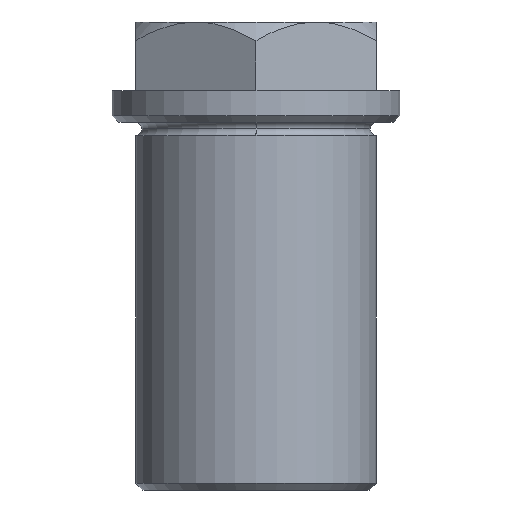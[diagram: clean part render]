
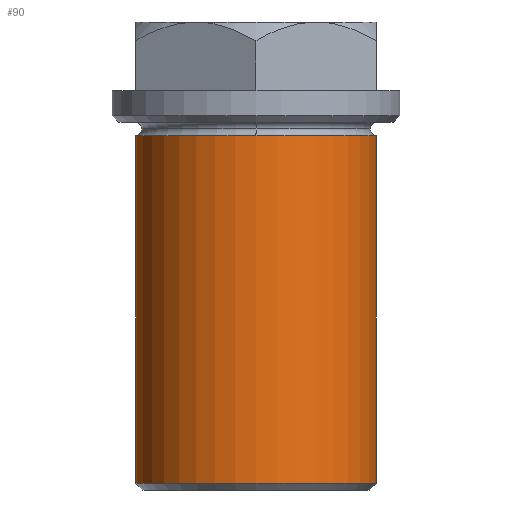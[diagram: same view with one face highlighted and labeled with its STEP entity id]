
A CAD part, left-side view. The second image highlights one B-rep face of the part: STEP entity #90.
In plain terms, the highlighted cylindrical face has radius 18 mm (diameter 36 mm), a partial arc.
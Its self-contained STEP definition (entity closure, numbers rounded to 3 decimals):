
#90=ADVANCED_FACE('',(#199),#200,.T.);
#199=FACE_OUTER_BOUND('',#324,.T.);
#200=CYLINDRICAL_SURFACE('',#325,18.0);
#324=EDGE_LOOP('',(#519,#520,#521,#522,#523));
#325=AXIS2_PLACEMENT_3D('',#524,#525,#526);
#519=ORIENTED_EDGE('',*,*,#759,.F.);
#520=ORIENTED_EDGE('',*,*,#781,.T.);
#521=ORIENTED_EDGE('',*,*,#782,.T.);
#522=ORIENTED_EDGE('',*,*,#761,.F.);
#523=ORIENTED_EDGE('',*,*,#783,.F.);
#524=CARTESIAN_POINT('',(0.,0.,-28.0));
#525=DIRECTION('',(0.,0.,-1.0));
#526=DIRECTION('',(0.,-1.0,0.0));
#759=EDGE_CURVE('',#906,#907,#908,.T.);
#761=EDGE_CURVE('',#909,#911,#912,.T.);
#781=EDGE_CURVE('',#906,#941,#942,.T.);
#782=EDGE_CURVE('',#941,#911,#943,.T.);
#783=EDGE_CURVE('',#907,#909,#944,.T.);
#906=VERTEX_POINT('',#1142);
#907=VERTEX_POINT('',#1143);
#908=LINE('',#1144,#1145);
#909=VERTEX_POINT('',#1146);
#911=VERTEX_POINT('',#1148);
#912=LINE('',#1149,#1150);
#941=VERTEX_POINT('',#1227);
#942=CIRCLE('',#1228,18.0);
#943=CIRCLE('',#1229,18.0);
#944=CIRCLE('',#1230,18.0);
#1142=CARTESIAN_POINT('',(0.,-18.0,-2.0));
#1143=CARTESIAN_POINT('',(0.,-18.0,-54.0));
#1144=CARTESIAN_POINT('',(0.,-18.0,-28.0));
#1145=VECTOR('',#1404,1.0);
#1146=CARTESIAN_POINT('',(0.,18.0,-54.0));
#1148=CARTESIAN_POINT('',(0.,18.0,-2.0));
#1149=CARTESIAN_POINT('',(0.,18.0,-28.0));
#1150=VECTOR('',#1408,1.0);
#1227=CARTESIAN_POINT('',(-18.0,0.,-2.0));
#1228=AXIS2_PLACEMENT_3D('',#1428,#1429,#1430);
#1229=AXIS2_PLACEMENT_3D('',#1431,#1432,#1433);
#1230=AXIS2_PLACEMENT_3D('',#1434,#1435,#1436);
#1404=DIRECTION('',(0.,0.,-1.0));
#1408=DIRECTION('',(0.,0.,1.0));
#1428=CARTESIAN_POINT('',(0.,0.,-2.0));
#1429=DIRECTION('',(0.,0.,-1.0));
#1430=DIRECTION('',(0.,-1.0,0.0));
#1431=CARTESIAN_POINT('',(0.,0.,-2.0));
#1432=DIRECTION('',(0.,0.,-1.0));
#1433=DIRECTION('',(0.,-1.0,0.0));
#1434=CARTESIAN_POINT('',(0.,0.,-54.0));
#1435=DIRECTION('',(0.,0.,-1.0));
#1436=DIRECTION('',(0.,-1.0,0.0));
